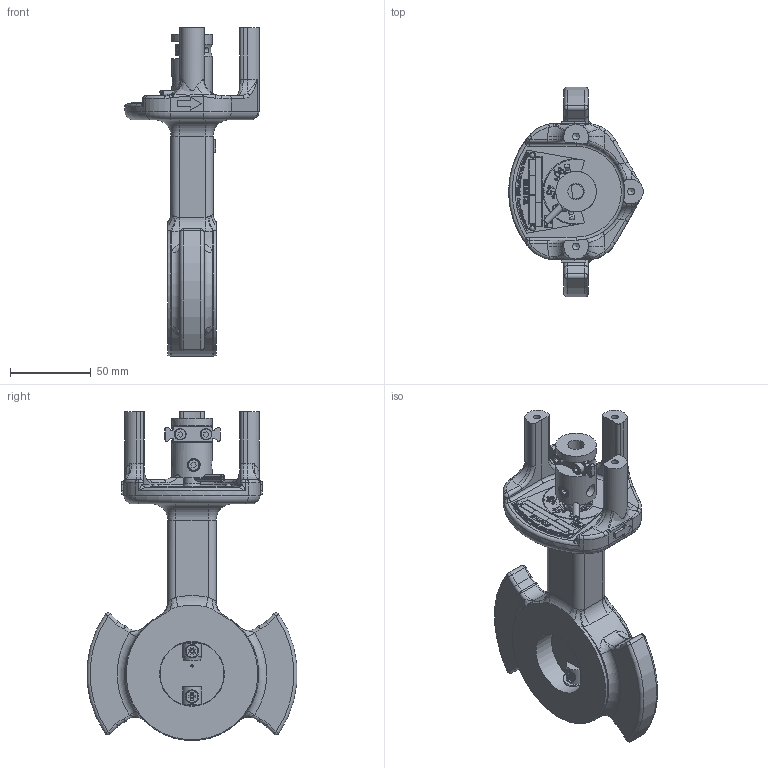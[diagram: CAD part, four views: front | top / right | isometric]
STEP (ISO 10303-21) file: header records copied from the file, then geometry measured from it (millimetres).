
FILE_DESCRIPTION(/* description */ (''),/* implementation_level */ '2;1');
FILE_NAME(/* name */ 'VKF10.040.stp',/* time_stamp */ '2018-02-01T12:06:51+01:00',/* author */ (''),/* organization */ (''),/* preprocessor_version */ 'ST-DEVELOPER v16',/* originating_system */ 'SIEMENS PLM Software NX 10.0',/* authorisation */ '');
FILE_SCHEMA (('AUTOMOTIVE_DESIGN { 1 0 10303 214 3 1 1 1 }'));
Length unit declared in the file: millimetre
Products named in the file (1): Gant22AC43EDgm90
Bounding box: 83.06 x 129.52 x 203.1 mm (x, y, z)
Volume: 320983.2 mm3; surface area: 86455.7 mm2
Topology: 26 solids, 26 shells, 1258 faces, 3271 edges, 2149 vertices
Faces by surface type: torus 509, plane 352, cylinder 231, bspline 89, cone 41, sphere 20, extrusion 16
Full cylindrical faces by diameter (mm): 1.5 x1, 2 x8, 3.3 x8, 3.324 x2, 3.838 x2, 4 x4, 4.2 x3, 4.5 x6, 4.8 x2, 5 x2, 7 x3, 7.5 x2, 8 x2, 10 x2, 12 x5, 12.1 x4, 14.5 x1, 15.95 x3, 16 x2, 16.5 x4, 16.6 x1, 20 x2, 21 x1, 25 x2, 40 x1
Entity records: 43383 total; most frequent: CARTESIAN_POINT 15093, ORIENTED_EDGE 5284, DIRECTION 5265, EDGE_CURVE 2642, AXIS2_PLACEMENT_3D 2311, VERTEX_POINT 2079, EDGE_LOOP 1955, FACE_BOUND 1311
